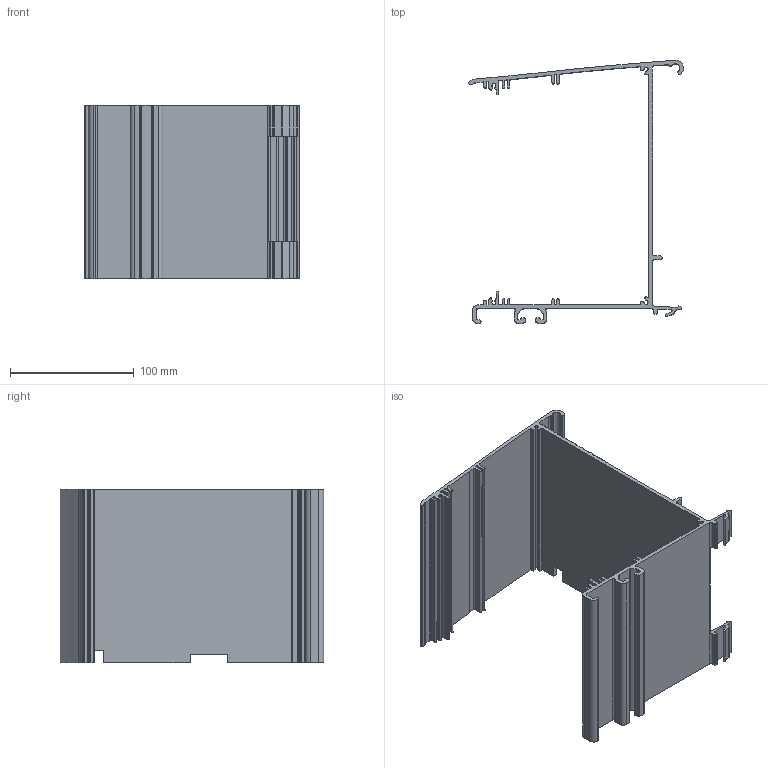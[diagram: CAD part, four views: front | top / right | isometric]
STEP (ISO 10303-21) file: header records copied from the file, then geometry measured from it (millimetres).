
FILE_DESCRIPTION(('STEP AP203'),'1');
FILE_NAME('ble - 140mm.step','2018-06-11T07:08:08',(' '),(' '),'Spatial InterOp 3D',' ',' ');
FILE_SCHEMA(('CONFIG_CONTROL_DESIGN'));
Length unit declared in the file: millimetre
Products named in the file (2): 1; 2
Bounding box: 173.44 x 212.72 x 140 mm (x, y, z)
Volume: 284582.4 mm3; surface area: 193570.6 mm2
Topology: 1 solids, 1 shells, 343 faces, 1054 edges, 737 vertices
Faces by surface type: cylinder 204, plane 139
Entity records: 11997 total; most frequent: DIRECTION 2163, CARTESIAN_POINT 2081, ORIENTED_EDGE 2046, EDGE_CURVE 1023, AXIS2_PLACEMENT_3D 764, VERTEX_POINT 682, LINE 635, VECTOR 635
